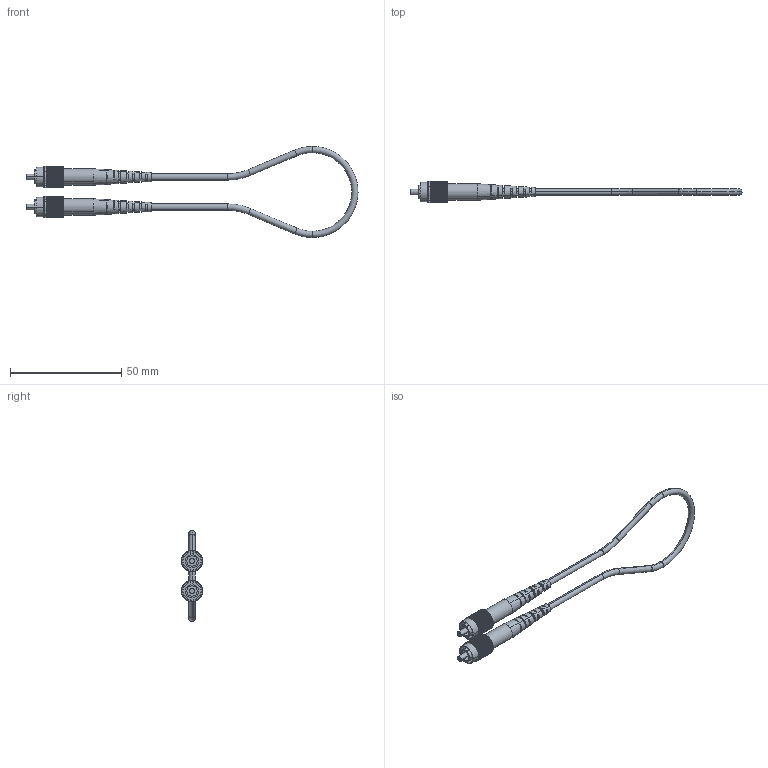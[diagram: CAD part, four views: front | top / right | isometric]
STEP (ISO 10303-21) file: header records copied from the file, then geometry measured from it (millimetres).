
FILE_DESCRIPTION (( 'STEP AP203' ), '1' );
FILE_NAME ('SFOL-FC.STEP', '2006-06-23T20:20:29', ( 'lcom' ), ( 'lcom' ), 'SwSTEP 2.0', 'SolidWorks 2006004', '' );
FILE_SCHEMA (( 'CONFIG_CONTROL_DESIGN' ));
Length unit declared in the file: inch
Products named in the file (5): SFOL-FC; CONN-351-201-78; CONN-351-201-78-MA1; CONN-351-201-78-MA2; N601-INS-SF-10C-MA1
Assembly tree (5 placements, depth 3):
  SFOL-FC
    N601-INS-SF-10C-MA1
    CONN-351-201-78  x2
      CONN-351-201-78-MA2
      CONN-351-201-78-MA1
Bounding box: 148.89 x 9.52 x 40.89 mm (x, y, z)
Volume: 3897.3 mm3; surface area: 7364.6 mm2
Topology: 5 solids, 5 shells, 782 faces, 2326 edges, 1544 vertices
Faces by surface type: plane 572, cylinder 188, cone 12, torus 10
Entity records: 14211 total; most frequent: CARTESIAN_POINT 2716, ORIENTED_EDGE 2364, DIRECTION 2246, EDGE_CURVE 1182, VECTOR 826, LINE 826, VERTEX_POINT 782, AXIS2_PLACEMENT_3D 710
